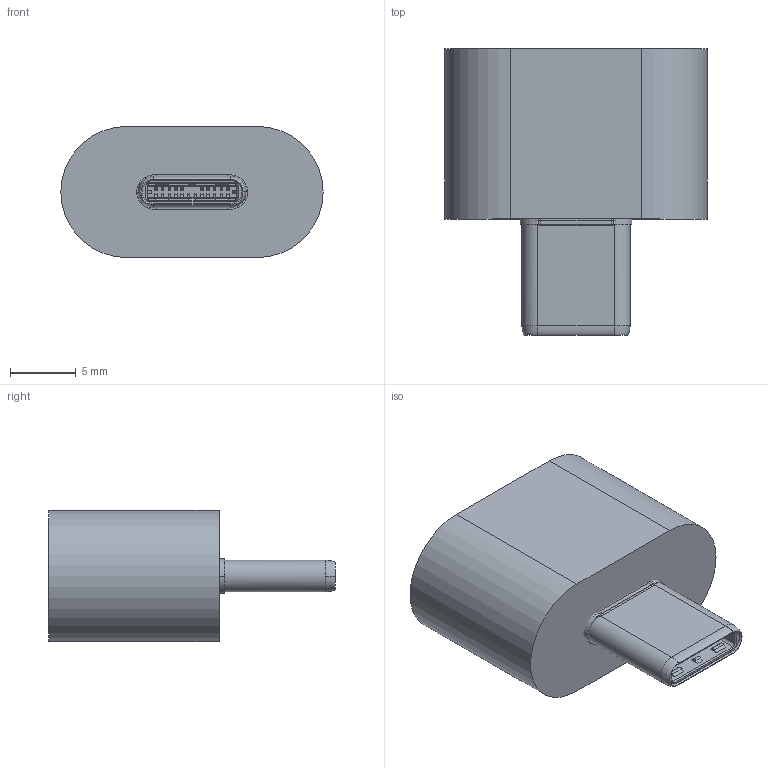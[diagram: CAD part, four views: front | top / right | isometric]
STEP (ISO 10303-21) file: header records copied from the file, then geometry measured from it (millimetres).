
FILE_DESCRIPTION(/* description */ (''),/* implementation_level */ '2;1');
FILE_NAME(/* name */ 'SD2USB.step',/* time_stamp */ '2024-10-05T17:05:21+02:00',/* author */ (''),/* organization */ (''),/* preprocessor_version */ 'ST-DEVELOPER v20',/* originating_system */ 'Autodesk Translation Framework v13.20.0.188',/* authorisation */ '');
FILE_SCHEMA (('AUTOMOTIVE_DESIGN { 1 0 10303 214 3 1 1 }'));
Length unit declared in the file: millimetre
Products named in the file (3): USB Connector Type C male, 105444-0001; USBc; Component2
Assembly tree (2 placements, depth 3):
  USB Connector Type C male, 105444-0001
    USBc
      Component2
Bounding box: 20 x 21.87 x 10 mm (x, y, z)
Volume: 2382.5 mm3; surface area: 1922.3 mm2
Topology: 111 solids, 111 shells, 1419 faces, 3470 edges, 2264 vertices
Faces by surface type: plane 981, bspline 259, cylinder 165, sphere 8, cone 6
Entity records: 45348 total; most frequent: CARTESIAN_POINT 13135, ORIENTED_EDGE 6892, DIRECTION 5655, EDGE_CURVE 3446, LINE 2565, VECTOR 2565, VERTEX_POINT 2264, AXIS2_PLACEMENT_3D 1545
